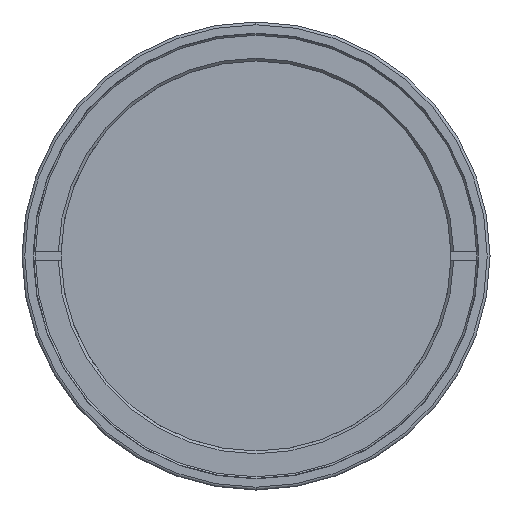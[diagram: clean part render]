
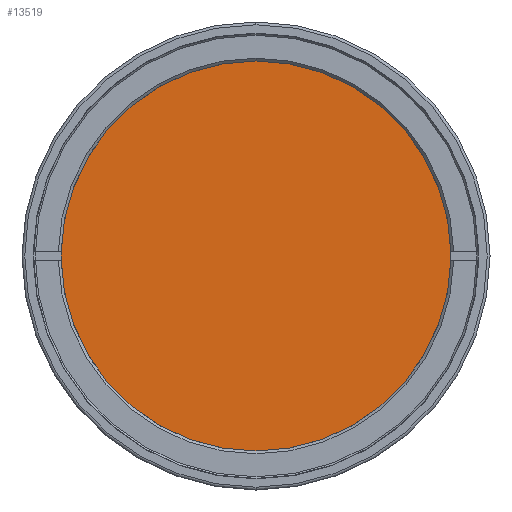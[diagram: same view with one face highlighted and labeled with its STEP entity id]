
A CAD part, left-side view. The second image highlights one B-rep face of the part: STEP entity #13519.
In plain terms, the highlighted planar face has unit normal (-1, 0, 0).
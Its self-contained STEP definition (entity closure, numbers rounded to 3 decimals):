
#961 = DIRECTION ( 'NONE',  ( 0., -1., 0. ) ) ;
#1844 = VECTOR ( 'NONE', #961, 1000. ) ;
#2033 = VECTOR ( 'NONE', #6490, 1000. ) ;
#2117 = LINE ( 'NONE', #2900, #12680 ) ;
#2900 = CARTESIAN_POINT ( 'NONE',  ( 0., 35., 0. ) ) ;
#3276 = PLANE ( 'NONE',  #8783 ) ;
#3333 = LINE ( 'NONE', #12355, #6840 ) ;
#6490 = DIRECTION ( 'NONE',  ( 0., 0., 1. ) ) ;
#6840 = VECTOR ( 'NONE', #37732, 1000. ) ;
#6977 = LINE ( 'NONE', #13382, #1844 ) ;
#8783 = AXIS2_PLACEMENT_3D ( 'NONE', #12486, #15510, #34044 ) ;
#9083 = FACE_OUTER_BOUND ( 'NONE', #15092, .T. ) ;
#10009 = DIRECTION ( 'NONE',  ( 0., 0., -1. ) ) ;
#10908 = CARTESIAN_POINT ( 'NONE',  ( 0., 0., -36.3 ) ) ;
#11774 = ORIENTED_EDGE ( 'NONE', *, *, #26804, .F. ) ;
#12355 = CARTESIAN_POINT ( 'NONE',  ( 0., 35., 0. ) ) ;
#12486 = CARTESIAN_POINT ( 'NONE',  ( 0., 36.3, 0. ) ) ;
#12680 = VECTOR ( 'NONE', #23610, 1000. ) ;
#13382 = CARTESIAN_POINT ( 'NONE',  ( 0., 35., 0. ) ) ;
#13519 = ADVANCED_FACE ( 'NONE', ( #9083, #30997 ), #3276, .T. ) ;
#14455 = AXIS2_PLACEMENT_3D ( 'NONE', #19061, #25506, #10009 ) ;
#14612 = CARTESIAN_POINT ( 'NONE',  ( 0., 35., 0. ) ) ;
#15092 = EDGE_LOOP ( 'NONE', ( #11774, #18062 ) ) ;
#15154 = CIRCLE ( 'NONE', #24150, 36.3 ) ;
#15510 = DIRECTION ( 'NONE',  ( -1., 0., 0. ) ) ;
#15924 = LINE ( 'NONE', #28203, #2033 ) ;
#17550 = CARTESIAN_POINT ( 'NONE',  ( 0., 0., 36.3 ) ) ;
#18062 = ORIENTED_EDGE ( 'NONE', *, *, #39654, .F. ) ;
#18497 = ORIENTED_EDGE ( 'NONE', *, *, #29558, .T. ) ;
#19061 = CARTESIAN_POINT ( 'NONE',  ( 0., 0., 0. ) ) ;
#19536 = VERTEX_POINT ( 'NONE', #36398 ) ;
#19769 = ORIENTED_EDGE ( 'NONE', *, *, #22287, .F. ) ;
#22111 = VERTEX_POINT ( 'NONE', #14612 ) ;
#22287 = EDGE_CURVE ( 'NONE', #19536, #28907, #6977, .T. ) ;
#22609 = DIRECTION ( 'NONE',  ( 0., 0., -1. ) ) ;
#23610 = DIRECTION ( 'NONE',  ( 0., 0., 1. ) ) ;
#23862 = EDGE_LOOP ( 'NONE', ( #28463, #19769, #18497, #27647 ) ) ;
#24150 = AXIS2_PLACEMENT_3D ( 'NONE', #28855, #31866, #22609 ) ;
#25197 = VERTEX_POINT ( 'NONE', #10908 ) ;
#25506 = DIRECTION ( 'NONE',  ( 1., 0., 0. ) ) ;
#26331 = VERTEX_POINT ( 'NONE', #17550 ) ;
#26804 = EDGE_CURVE ( 'NONE', #25197, #26331, #32489, .T. ) ;
#27153 = VERTEX_POINT ( 'NONE', #29488 ) ;
#27647 = ORIENTED_EDGE ( 'NONE', *, *, #28323, .T. ) ;
#28203 = CARTESIAN_POINT ( 'NONE',  ( 0., -35., 0. ) ) ;
#28323 = EDGE_CURVE ( 'NONE', #22111, #27153, #3333, .T. ) ;
#28463 = ORIENTED_EDGE ( 'NONE', *, *, #36983, .F. ) ;
#28855 = CARTESIAN_POINT ( 'NONE',  ( 0., 0., 0. ) ) ;
#28907 = VERTEX_POINT ( 'NONE', #33217 ) ;
#29488 = CARTESIAN_POINT ( 'NONE',  ( 0., -35., 0. ) ) ;
#29558 = EDGE_CURVE ( 'NONE', #19536, #22111, #2117, .T. ) ;
#30997 = FACE_BOUND ( 'NONE', #23862, .T. ) ;
#31866 = DIRECTION ( 'NONE',  ( 1., 0., 0. ) ) ;
#32489 = CIRCLE ( 'NONE', #14455, 36.3 ) ;
#33217 = CARTESIAN_POINT ( 'NONE',  ( 0., -35., 0. ) ) ;
#34044 = DIRECTION ( 'NONE',  ( 0., 0., 1. ) ) ;
#36398 = CARTESIAN_POINT ( 'NONE',  ( 0., 35., 0. ) ) ;
#36983 = EDGE_CURVE ( 'NONE', #28907, #27153, #15924, .T. ) ;
#37732 = DIRECTION ( 'NONE',  ( 0., -1., 0. ) ) ;
#39654 = EDGE_CURVE ( 'NONE', #26331, #25197, #15154, .T. ) ;
